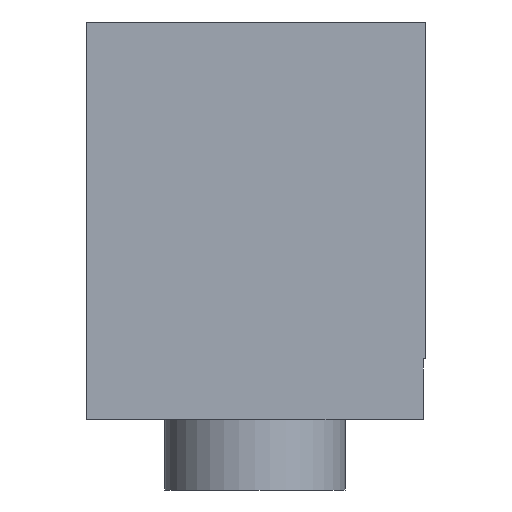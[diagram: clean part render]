
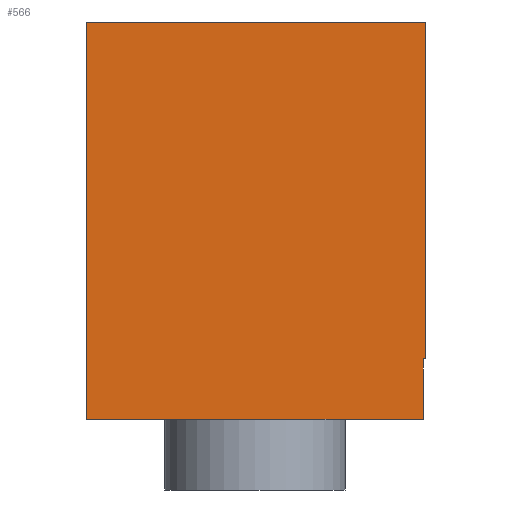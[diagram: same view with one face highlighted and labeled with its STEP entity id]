
A CAD part, front view. The second image highlights one B-rep face of the part: STEP entity #566.
In plain terms, the highlighted planar face has unit normal (0, -1, 0).
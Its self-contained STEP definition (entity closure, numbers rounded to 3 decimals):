
#58=FACE_OUTER_BOUND('',#93,.T.);
#93=EDGE_LOOP('',(#487,#488,#489,#490,#491,#492));
#128=LINE('',#833,#196);
#146=LINE('',#867,#214);
#148=LINE('',#871,#216);
#150=LINE('',#876,#218);
#167=LINE('',#909,#235);
#168=LINE('',#911,#236);
#196=VECTOR('',#678,10.);
#214=VECTOR('',#708,10.);
#216=VECTOR('',#712,10.);
#218=VECTOR('',#716,10.);
#235=VECTOR('',#745,10.);
#236=VECTOR('',#748,10.);
#260=VERTEX_POINT('',#830);
#261=VERTEX_POINT('',#832);
#271=VERTEX_POINT('',#865);
#272=VERTEX_POINT('',#869);
#274=VERTEX_POINT('',#874);
#284=VERTEX_POINT('',#907);
#318=EDGE_CURVE('',#260,#261,#128,.T.);
#336=EDGE_CURVE('',#260,#271,#146,.T.);
#338=EDGE_CURVE('',#272,#271,#148,.T.);
#340=EDGE_CURVE('',#274,#272,#150,.T.);
#357=EDGE_CURVE('',#274,#284,#167,.T.);
#358=EDGE_CURVE('',#261,#284,#168,.T.);
#487=ORIENTED_EDGE('',*,*,#336,.T.);
#488=ORIENTED_EDGE('',*,*,#338,.F.);
#489=ORIENTED_EDGE('',*,*,#340,.F.);
#490=ORIENTED_EDGE('',*,*,#357,.T.);
#491=ORIENTED_EDGE('',*,*,#358,.F.);
#492=ORIENTED_EDGE('',*,*,#318,.F.);
#538=PLANE('',#614);
#566=ADVANCED_FACE('',(#58),#538,.T.);
#614=AXIS2_PLACEMENT_3D('',#910,#746,#747);
#678=DIRECTION('',(0.,0.,-1.));
#708=DIRECTION('',(1.,0.,0.));
#712=DIRECTION('',(0.,0.,-1.));
#716=DIRECTION('',(1.,0.,0.));
#745=DIRECTION('',(0.,0.,-1.));
#746=DIRECTION('center_axis',(0.,-1.,0.));
#747=DIRECTION('ref_axis',(-1.,0.,0.));
#748=DIRECTION('',(-1.,0.,0.));
#830=CARTESIAN_POINT('',(72.,-36.,11.));
#832=CARTESIAN_POINT('',(72.,-36.,8.5));
#833=CARTESIAN_POINT('',(72.,-36.,11.));
#865=CARTESIAN_POINT('',(72.1,-36.,11.));
#867=CARTESIAN_POINT('',(62.1,-36.,11.));
#869=CARTESIAN_POINT('',(72.1,-36.,25.));
#871=CARTESIAN_POINT('',(72.1,-36.,11.));
#874=CARTESIAN_POINT('',(58.,-36.,25.));
#876=CARTESIAN_POINT('',(58.,-36.,25.));
#907=CARTESIAN_POINT('',(58.,-36.,8.5));
#909=CARTESIAN_POINT('',(58.,-36.,11.));
#910=CARTESIAN_POINT('Origin',(72.,-36.,11.));
#911=CARTESIAN_POINT('',(72.,-36.,8.5));
